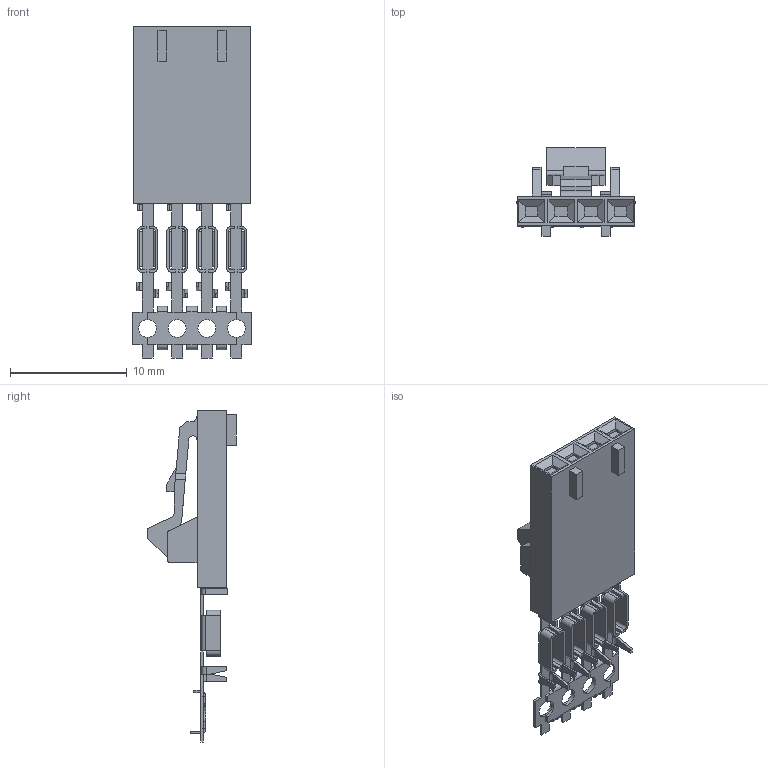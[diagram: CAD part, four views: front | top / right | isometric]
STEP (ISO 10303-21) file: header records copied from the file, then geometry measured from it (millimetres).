
FILE_DESCRIPTION(('FreeCAD Model'),'2;1');
FILE_NAME('Open CASCADE Shape Model','2022-07-05T17:04:18',('Author'),( ''),'Open CASCADE STEP processor 7.4','FreeCAD','Unknown');
FILE_SCHEMA(('AUTOMOTIVE_DESIGN { 1 0 10303 214 1 1 1 1 }'));
Length unit declared in the file: millimetre
Products named in the file (1): C-0103957-53-3
Bounding box: 10.16 x 7.62 x 28.45 mm (x, y, z)
Volume: 367.6 mm3; surface area: 1257.2 mm2
Topology: 1 solids, 1 shells, 475 faces, 1258 edges, 790 vertices
Faces by surface type: plane 376, cylinder 99
Entity records: 15294 total; most frequent: CARTESIAN_POINT 2524, ORIENTED_EDGE 2516, DIRECTION 2416, EDGE_CURVE 1258, LINE 1052, VECTOR 1052, VERTEX_POINT 790, AXIS2_PLACEMENT_3D 682
